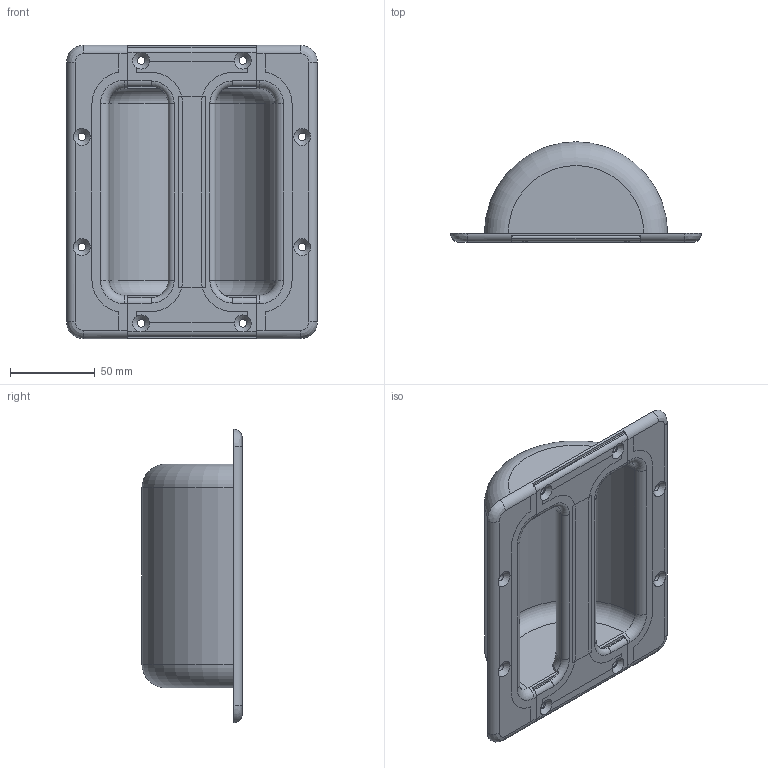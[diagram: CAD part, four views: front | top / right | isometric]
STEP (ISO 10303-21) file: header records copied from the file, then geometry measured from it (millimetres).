
FILE_DESCRIPTION(/* description */ ('Titel eingeben'),/* implementation_level */ '2;1');
FILE_NAME(/* name */ '13380_Griffmulde_PA-Zn_170x145.stp',/* time_stamp */ '2017-01-18T16:10:55+01:00',/* author */ ('M.Maron'),/* organization */ (''),/* preprocessor_version */ 'ST-DEVELOPER v16.1',/* originating_system */ 'Autodesk Inventor 2016',/* authorisation */ '');
FILE_SCHEMA (('AUTOMOTIVE_DESIGN { 1 0 10303 214 3 1 1 }'));
Length unit declared in the file: millimetre
Products named in the file (3): 13380_1; 13380_2; 13380_Griffmulde_PA-Zn_170x145
Assembly tree (2 placements, depth 2):
  13380_Griffmulde_PA-Zn_170x145
    13380_1
    13380_2
Bounding box: 148 x 59 x 173 mm (x, y, z)
Volume: 238379.2 mm3; surface area: 99792.1 mm2
Topology: 2 solids, 2 shells, 113 faces, 348 edges, 232 vertices
Faces by surface type: cylinder 44, plane 33, torus 20, cone 8, bspline 8
Full cylindrical faces by diameter (mm): 4.5 x12
Entity records: 4302 total; most frequent: CARTESIAN_POINT 1172, DIRECTION 672, ORIENTED_EDGE 624, EDGE_CURVE 312, AXIS2_PLACEMENT_3D 278, VERTEX_POINT 216, CIRCLE 160, EDGE_LOOP 150
